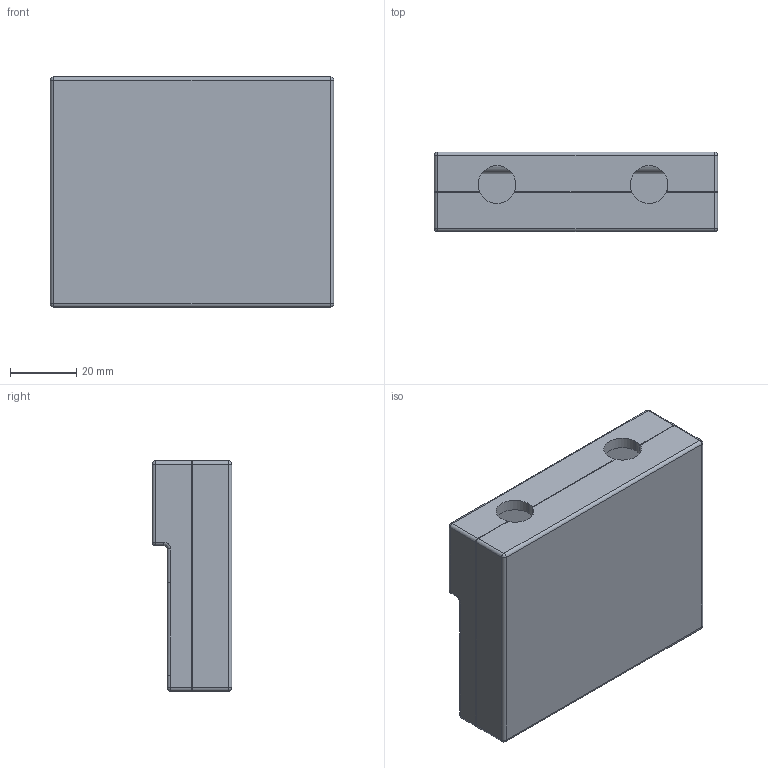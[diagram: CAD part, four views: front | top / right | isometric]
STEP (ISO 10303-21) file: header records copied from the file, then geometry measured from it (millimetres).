
FILE_DESCRIPTION (( 'STEP AP203' ), '1' );
FILE_NAME ('SMG XYL J2 ENC 2 V3.STEP', '2025-06-29T11:50:29', ( '' ), ( '' ), 'SwSTEP 2.0', 'SolidWorks 2019', '' );
FILE_SCHEMA (( 'CONFIG_CONTROL_DESIGN' ));
Length unit declared in the file: millimetre
Products named in the file (1): SMG XYL J2 ENC 2 V3
Bounding box: 85.5 x 24 x 69.5 mm (x, y, z)
Volume: 43137.2 mm3; surface area: 38274.8 mm2
Topology: 2 solids, 2 shells, 236 faces, 591 edges, 376 vertices
Faces by surface type: plane 153, cylinder 71, sphere 10, torus 2
Entity records: 7001 total; most frequent: DIRECTION 1199, CARTESIAN_POINT 1197, ORIENTED_EDGE 1162, EDGE_CURVE 581, LINE 435, VECTOR 435, AXIS2_PLACEMENT_3D 382, VERTEX_POINT 376
